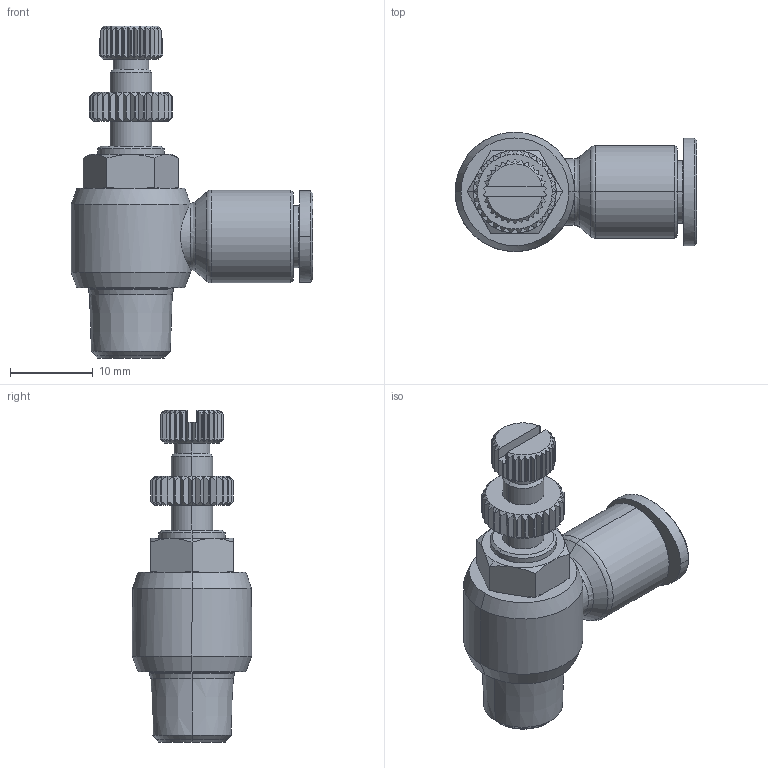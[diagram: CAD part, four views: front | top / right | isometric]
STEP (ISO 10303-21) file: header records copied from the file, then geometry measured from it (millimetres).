
FILE_DESCRIPTION((''),'2;1');
FILE_NAME('GNSE 0601(3D).stp','2012-12-17T11:15:32',(''),(''),'Mechanical Desktop.R8.0.24.0','Mechanical Desktop.R8.0.24.0',', , ');
FILE_SCHEMA(('CONFIG_CONTROL_DESIGN'));
Length unit declared in the file: millimetre
Products named in the file (2): GNSE 0601(3D); ºÎÇ°1
Assembly tree (1 placements, depth 2):
  GNSE 0601(3D)
    ºÎÇ°1
Bounding box: 29.15 x 14.4 x 40.05 mm (x, y, z)
Volume: 4367.5 mm3; surface area: 2750.7 mm2
Topology: 1 solids, 1 shells, 609 faces, 1595 edges, 1009 vertices
Faces by surface type: plane 314, cylinder 163, cone 98, bspline 32, torus 2
Entity records: 19875 total; most frequent: CARTESIAN_POINT 5660, ORIENTED_EDGE 3190, DIRECTION 2731, EDGE_CURVE 1595, VERTEX_POINT 1009, AXIS2_PLACEMENT_3D 941, VECTOR 849, LINE 849
